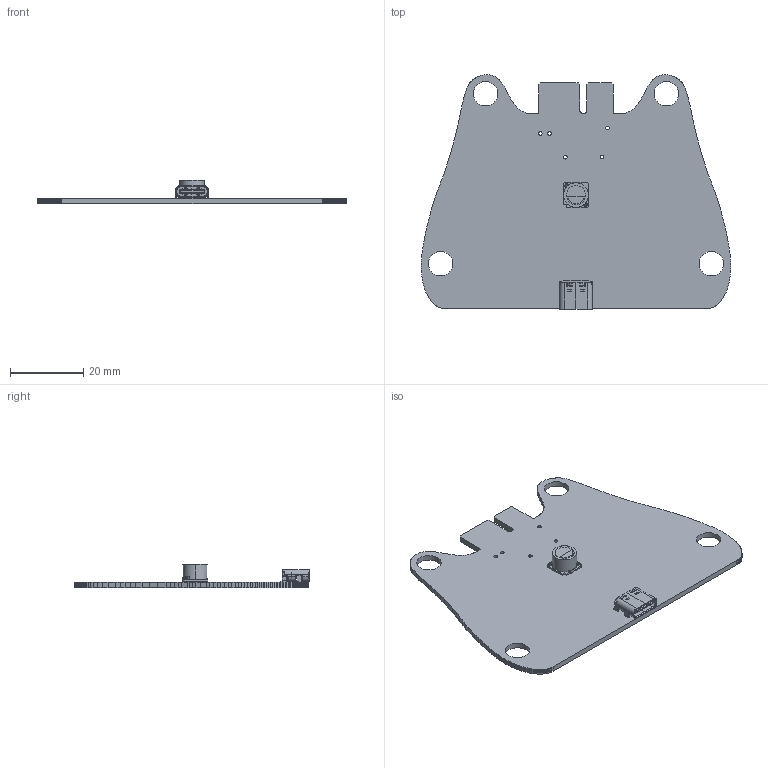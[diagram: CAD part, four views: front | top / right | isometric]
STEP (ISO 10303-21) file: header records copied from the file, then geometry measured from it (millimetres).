
FILE_DESCRIPTION(('KiCad electronic assembly'),'2;1');
FILE_NAME('board.step','2025-01-15T22:01:29',('Pcbnew'),('Kicad'), 'Open CASCADE STEP processor 7.6','KiCad to STEP converter','Unknown' );
FILE_SCHEMA(('AUTOMOTIVE_DESIGN { 1 0 10303 214 1 1 1 1 }'));
Length unit declared in the file: millimetre
Products named in the file (4): board 1; USB_C_Receptacle_GCT_USB4105-xx-A_16P_TopMnt_Horizontal; SLF7055T-6R8N2R8-3PF; powersim_PCB
Assembly tree (3 placements, depth 2):
  board 1
    USB_C_Receptacle_GCT_USB4105-xx-A_16P_TopMnt_Horizontal
    SLF7055T-6R8N2R8-3PF
    powersim_PCB
Bounding box: 84.59 x 64.11 x 6.39 mm (x, y, z)
Volume: 6822.5 mm3; surface area: 10101.1 mm2
Topology: 46 solids, 46 shells, 1269 faces, 3254 edges, 2060 vertices
Faces by surface type: plane 887, cylinder 218, bspline 142, sphere 10, cone 8, torus 4
Full cylindrical faces by diameter (mm): 0.5 x2, 0.6 x2, 1 x5, 6.7 x4
Entity records: 50117 total; most frequent: CARTESIAN_POINT 19834, ORIENTED_EDGE 6488, DIRECTION 5887, EDGE_CURVE 3244, LINE 2475, VECTOR 2475, VERTEX_POINT 2060, AXIS2_PLACEMENT_3D 1706
